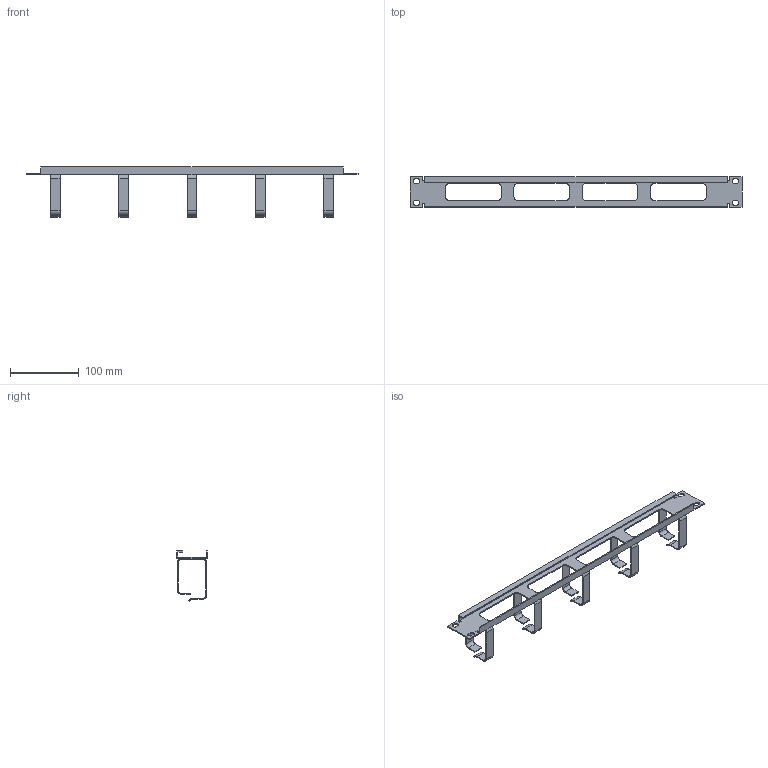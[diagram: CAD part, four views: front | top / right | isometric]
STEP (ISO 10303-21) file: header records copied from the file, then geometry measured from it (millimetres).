
FILE_DESCRIPTION (( 'STEP AP214' ), '1' );
FILE_NAME ('RP00015-1.STEP', '2019-08-20T20:50:05', ( '' ), ( '' ), 'SwSTEP 2.0', 'SolidWorks 2018', '' );
FILE_SCHEMA (( 'AUTOMOTIVE_DESIGN' ));
Length unit declared in the file: inch
Products named in the file (1): RP00015-1
Bounding box: 482.6 x 44.5 x 72.74 mm (x, y, z)
Volume: 58520.8 mm3; surface area: 75438.5 mm2
Topology: 1 solids, 1 shells, 195 faces, 564 edges, 376 vertices
Faces by surface type: plane 112, cylinder 83
Entity records: 7348 total; most frequent: CARTESIAN_POINT 1136, ORIENTED_EDGE 1128, DIRECTION 1122, EDGE_CURVE 564, LINE 398, VECTOR 398, VERTEX_POINT 376, AXIS2_PLACEMENT_3D 362
